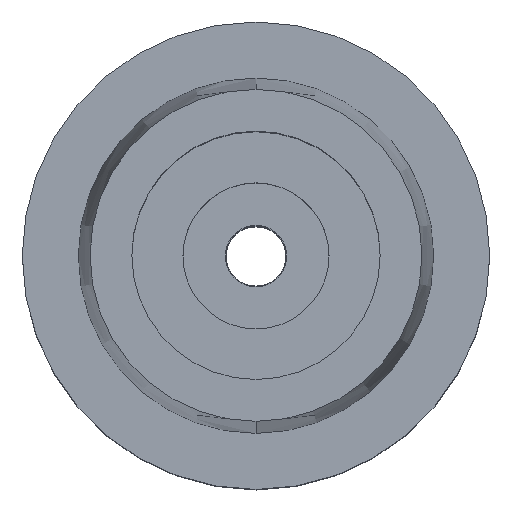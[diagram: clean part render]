
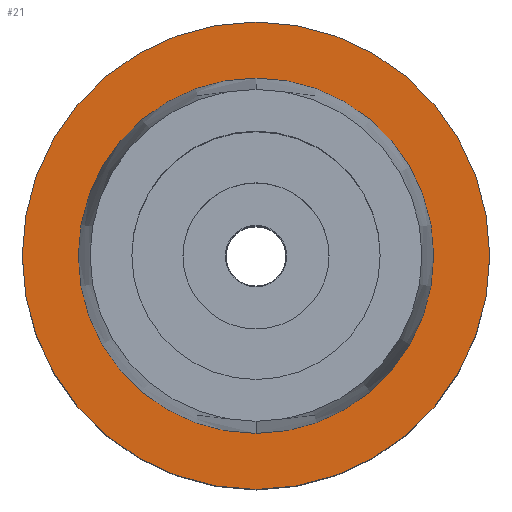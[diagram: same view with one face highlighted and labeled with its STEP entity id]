
A CAD part, top view. The second image highlights one B-rep face of the part: STEP entity #21.
In plain terms, the highlighted planar face has unit normal (0, 0, 1).
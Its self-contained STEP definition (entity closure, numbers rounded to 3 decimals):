
#21 = ADVANCED_FACE ( 'NONE', ( #2447, #1249 ), #1425, .T. ) ;
#131 = ORIENTED_EDGE ( 'NONE', *, *, #313, .F. ) ;
#140 = ORIENTED_EDGE ( 'NONE', *, *, #698, .F. ) ;
#167 = AXIS2_PLACEMENT_3D ( 'NONE', #1660, #2485, #1018 ) ;
#177 = CARTESIAN_POINT ( 'NONE',  ( 0., 0., 0. ) ) ;
#250 = CIRCLE ( 'NONE', #773, 16. ) ;
#286 = CARTESIAN_POINT ( 'NONE',  ( 0., 12.16, 0. ) ) ;
#313 = EDGE_CURVE ( 'NONE', #2631, #442, #343, .T. ) ;
#324 = DIRECTION ( 'NONE',  ( 0., 0., 1. ) ) ;
#331 = EDGE_CURVE ( 'NONE', #2027, #1296, #2438, .T. ) ;
#343 = CIRCLE ( 'NONE', #1883, 12.16 ) ;
#381 = ORIENTED_EDGE ( 'NONE', *, *, #1858, .F. ) ;
#405 = DIRECTION ( 'NONE',  ( 0., 1., 0. ) ) ;
#442 = VERTEX_POINT ( 'NONE', #1101 ) ;
#555 = DIRECTION ( 'NONE',  ( 0., 0., -1. ) ) ;
#698 = EDGE_CURVE ( 'NONE', #442, #2631, #1098, .T. ) ;
#732 = CARTESIAN_POINT ( 'NONE',  ( 0., 16., 0. ) ) ;
#773 = AXIS2_PLACEMENT_3D ( 'NONE', #177, #1238, #405 ) ;
#801 = DIRECTION ( 'NONE',  ( 0., 1., 0. ) ) ;
#981 = EDGE_LOOP ( 'NONE', ( #381, #2347 ) ) ;
#1018 = DIRECTION ( 'NONE',  ( 1., 0., 0. ) ) ;
#1098 = CIRCLE ( 'NONE', #2095, 12.16 ) ;
#1101 = CARTESIAN_POINT ( 'NONE',  ( 0., -12.16, 0. ) ) ;
#1184 = AXIS2_PLACEMENT_3D ( 'NONE', #2066, #555, #2467 ) ;
#1238 = DIRECTION ( 'NONE',  ( 0., 0., -1. ) ) ;
#1249 = FACE_BOUND ( 'NONE', #2158, .T. ) ;
#1296 = VERTEX_POINT ( 'NONE', #732 ) ;
#1321 = CARTESIAN_POINT ( 'NONE',  ( 0., -16., 0. ) ) ;
#1425 = PLANE ( 'NONE',  #167 ) ;
#1660 = CARTESIAN_POINT ( 'NONE',  ( 0., 0., 0. ) ) ;
#1802 = DIRECTION ( 'NONE',  ( 0., -1., 0. ) ) ;
#1858 = EDGE_CURVE ( 'NONE', #1296, #2027, #250, .T. ) ;
#1883 = AXIS2_PLACEMENT_3D ( 'NONE', #2643, #2670, #801 ) ;
#2027 = VERTEX_POINT ( 'NONE', #1321 ) ;
#2066 = CARTESIAN_POINT ( 'NONE',  ( 0., 0., 0. ) ) ;
#2095 = AXIS2_PLACEMENT_3D ( 'NONE', #2201, #324, #1802 ) ;
#2158 = EDGE_LOOP ( 'NONE', ( #131, #140 ) ) ;
#2201 = CARTESIAN_POINT ( 'NONE',  ( 0., 0., 0. ) ) ;
#2347 = ORIENTED_EDGE ( 'NONE', *, *, #331, .F. ) ;
#2438 = CIRCLE ( 'NONE', #1184, 16. ) ;
#2447 = FACE_OUTER_BOUND ( 'NONE', #981, .T. ) ;
#2467 = DIRECTION ( 'NONE',  ( 0., -1., 0. ) ) ;
#2485 = DIRECTION ( 'NONE',  ( 0., 0., 1. ) ) ;
#2631 = VERTEX_POINT ( 'NONE', #286 ) ;
#2643 = CARTESIAN_POINT ( 'NONE',  ( 0., 0., 0. ) ) ;
#2670 = DIRECTION ( 'NONE',  ( 0., 0., 1. ) ) ;
